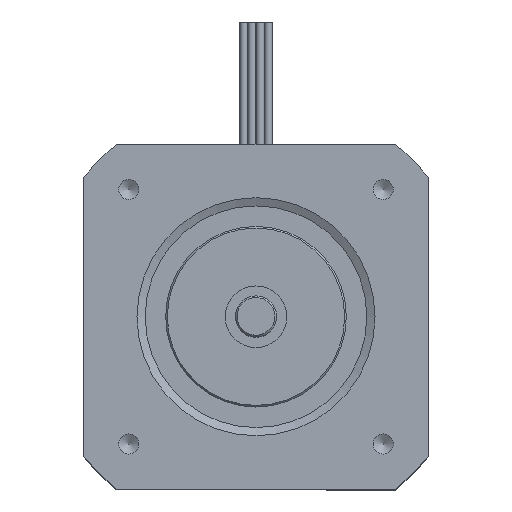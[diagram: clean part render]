
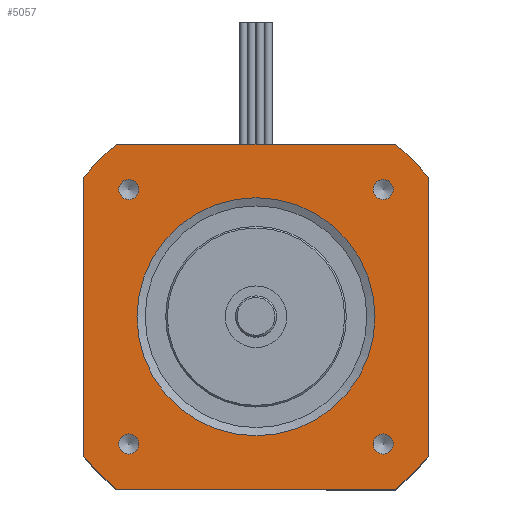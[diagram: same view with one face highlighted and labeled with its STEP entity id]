
A CAD part, top view. The second image highlights one B-rep face of the part: STEP entity #5057.
In plain terms, the highlighted planar face has unit normal (0, 0, 1).
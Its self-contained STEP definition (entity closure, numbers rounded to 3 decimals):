
#4733=CARTESIAN_POINT('',(48.695,21.285,57.771));
#4734=VERTEX_POINT('',#4733);
#4741=CARTESIAN_POINT('',(48.695,-12.656,57.771));
#4742=VERTEX_POINT('',#4741);
#4743=CARTESIAN_POINT('',(48.695,21.285,57.771));
#4744=DIRECTION('',(0.0,-1.0,0.0));
#4745=VECTOR('',#4744,33.941);
#4746=LINE('',#4743,#4745);
#4747=EDGE_CURVE('',#4734,#4742,#4746,.T.);
#4899=CARTESIAN_POINT('',(10.724,25.314,57.771));
#4900=VERTEX_POINT('',#4899);
#4907=CARTESIAN_POINT('',(44.666,25.314,57.771));
#4908=VERTEX_POINT('',#4907);
#4909=CARTESIAN_POINT('',(10.724,25.314,57.771));
#4910=DIRECTION('',(1.0,0.0,0.0));
#4911=VECTOR('',#4910,33.941);
#4912=LINE('',#4909,#4911);
#4913=EDGE_CURVE('',#4900,#4908,#4912,.T.);
#4941=CARTESIAN_POINT('',(42.195,4.314,57.771));
#4942=VERTEX_POINT('',#4941);
#4943=CARTESIAN_POINT('',(27.695,4.314,57.771));
#4944=DIRECTION('',(0.0,0.0,1.0));
#4945=DIRECTION('',(-1.0,0.0,0.0));
#4946=AXIS2_PLACEMENT_3D('',#4943,#4944,#4945);
#4947=CIRCLE('',#4946,14.5);
#4948=EDGE_CURVE('',#4942,#4942,#4947,.T.);
#4953=CARTESIAN_POINT('',(27.695,4.314,57.771));
#4954=DIRECTION('',(0.0,0.0,1.0));
#4955=DIRECTION('',(1.0,0.0,0.0));
#4956=AXIS2_PLACEMENT_3D('',#4953,#4954,#4955);
#4957=PLANE('',#4956);
#4958=ORIENTED_EDGE('',*,*,#4913,.F.);
#4959=CARTESIAN_POINT('',(6.695,21.285,57.771));
#4960=VERTEX_POINT('',#4959);
#4961=CARTESIAN_POINT('',(27.695,4.314,57.771));
#4962=DIRECTION('',(0.,0.,-1.0));
#4963=DIRECTION('',(-0.629,0.778,0.));
#4964=AXIS2_PLACEMENT_3D('',#4961,#4962,#4963);
#4965=CIRCLE('',#4964,27.);
#4966=EDGE_CURVE('',#4960,#4900,#4965,.T.);
#4967=ORIENTED_EDGE('',*,*,#4966,.F.);
#4968=CARTESIAN_POINT('',(6.695,-12.656,57.771));
#4969=VERTEX_POINT('',#4968);
#4970=CARTESIAN_POINT('',(6.695,-12.656,57.771));
#4971=DIRECTION('',(0.0,1.0,0.0));
#4972=VECTOR('',#4971,33.941);
#4973=LINE('',#4970,#4972);
#4974=EDGE_CURVE('',#4969,#4960,#4973,.T.);
#4975=ORIENTED_EDGE('',*,*,#4974,.F.);
#4976=CARTESIAN_POINT('',(10.724,-16.686,57.771));
#4977=VERTEX_POINT('',#4976);
#4978=CARTESIAN_POINT('',(27.695,4.314,57.771));
#4979=DIRECTION('',(0.,0.,-1.0));
#4980=DIRECTION('',(-0.778,-0.629,0.));
#4981=AXIS2_PLACEMENT_3D('',#4978,#4979,#4980);
#4982=CIRCLE('',#4981,27.);
#4983=EDGE_CURVE('',#4977,#4969,#4982,.T.);
#4984=ORIENTED_EDGE('',*,*,#4983,.F.);
#4985=CARTESIAN_POINT('',(44.666,-16.686,57.771));
#4986=VERTEX_POINT('',#4985);
#4987=CARTESIAN_POINT('',(44.666,-16.686,57.771));
#4988=DIRECTION('',(-1.0,0.0,0.0));
#4989=VECTOR('',#4988,33.941);
#4990=LINE('',#4987,#4989);
#4991=EDGE_CURVE('',#4986,#4977,#4990,.T.);
#4992=ORIENTED_EDGE('',*,*,#4991,.F.);
#4993=CARTESIAN_POINT('',(27.695,4.314,57.771));
#4994=DIRECTION('',(0.,0.,-1.0));
#4995=DIRECTION('',(0.629,-0.778,0.));
#4996=AXIS2_PLACEMENT_3D('',#4993,#4994,#4995);
#4997=CIRCLE('',#4996,27.);
#4998=EDGE_CURVE('',#4742,#4986,#4997,.T.);
#4999=ORIENTED_EDGE('',*,*,#4998,.F.);
#5000=ORIENTED_EDGE('',*,*,#4747,.F.);
#5001=CARTESIAN_POINT('',(27.695,4.314,57.771));
#5002=DIRECTION('',(0.,0.,-1.0));
#5003=DIRECTION('',(0.778,0.629,0.));
#5004=AXIS2_PLACEMENT_3D('',#5001,#5002,#5003);
#5005=CIRCLE('',#5004,27.);
#5006=EDGE_CURVE('',#4908,#4734,#5005,.T.);
#5007=ORIENTED_EDGE('',*,*,#5006,.F.);
#5008=EDGE_LOOP('',(#4958,#4967,#4975,#4984,#4992,#4999,#5000,#5007));
#5009=FACE_OUTER_BOUND('',#5008,.T.);
#5010=CARTESIAN_POINT('',(41.966,19.814,57.771));
#5011=VERTEX_POINT('',#5010);
#5012=CARTESIAN_POINT('',(43.195,19.814,57.771));
#5013=DIRECTION('',(0.0,0.0,-1.0));
#5014=DIRECTION('',(1.0,0.0,0.0));
#5015=AXIS2_PLACEMENT_3D('',#5012,#5013,#5014);
#5016=CIRCLE('',#5015,1.23);
#5017=EDGE_CURVE('',#5011,#5011,#5016,.T.);
#5018=ORIENTED_EDGE('',*,*,#5017,.T.);
#5019=EDGE_LOOP('',(#5018));
#5020=FACE_BOUND('',#5019,.T.);
#5021=CARTESIAN_POINT('',(10.966,19.814,57.771));
#5022=VERTEX_POINT('',#5021);
#5023=CARTESIAN_POINT('',(12.195,19.814,57.771));
#5024=DIRECTION('',(0.0,0.0,-1.0));
#5025=DIRECTION('',(1.0,0.0,0.0));
#5026=AXIS2_PLACEMENT_3D('',#5023,#5024,#5025);
#5027=CIRCLE('',#5026,1.23);
#5028=EDGE_CURVE('',#5022,#5022,#5027,.T.);
#5029=ORIENTED_EDGE('',*,*,#5028,.T.);
#5030=EDGE_LOOP('',(#5029));
#5031=FACE_BOUND('',#5030,.T.);
#5032=CARTESIAN_POINT('',(41.966,-11.186,57.771));
#5033=VERTEX_POINT('',#5032);
#5034=CARTESIAN_POINT('',(43.195,-11.186,57.771));
#5035=DIRECTION('',(0.0,0.0,-1.0));
#5036=DIRECTION('',(1.0,0.0,0.0));
#5037=AXIS2_PLACEMENT_3D('',#5034,#5035,#5036);
#5038=CIRCLE('',#5037,1.23);
#5039=EDGE_CURVE('',#5033,#5033,#5038,.T.);
#5040=ORIENTED_EDGE('',*,*,#5039,.T.);
#5041=EDGE_LOOP('',(#5040));
#5042=FACE_BOUND('',#5041,.T.);
#5043=CARTESIAN_POINT('',(10.966,-11.186,57.771));
#5044=VERTEX_POINT('',#5043);
#5045=CARTESIAN_POINT('',(12.195,-11.186,57.771));
#5046=DIRECTION('',(0.0,0.0,-1.0));
#5047=DIRECTION('',(1.0,0.0,0.0));
#5048=AXIS2_PLACEMENT_3D('',#5045,#5046,#5047);
#5049=CIRCLE('',#5048,1.23);
#5050=EDGE_CURVE('',#5044,#5044,#5049,.T.);
#5051=ORIENTED_EDGE('',*,*,#5050,.T.);
#5052=EDGE_LOOP('',(#5051));
#5053=FACE_BOUND('',#5052,.T.);
#5054=ORIENTED_EDGE('',*,*,#4948,.F.);
#5055=EDGE_LOOP('',(#5054));
#5056=FACE_BOUND('',#5055,.T.);
#5057=ADVANCED_FACE('',(#5009,#5020,#5031,#5042,#5053,#5056),#4957,.T.);
